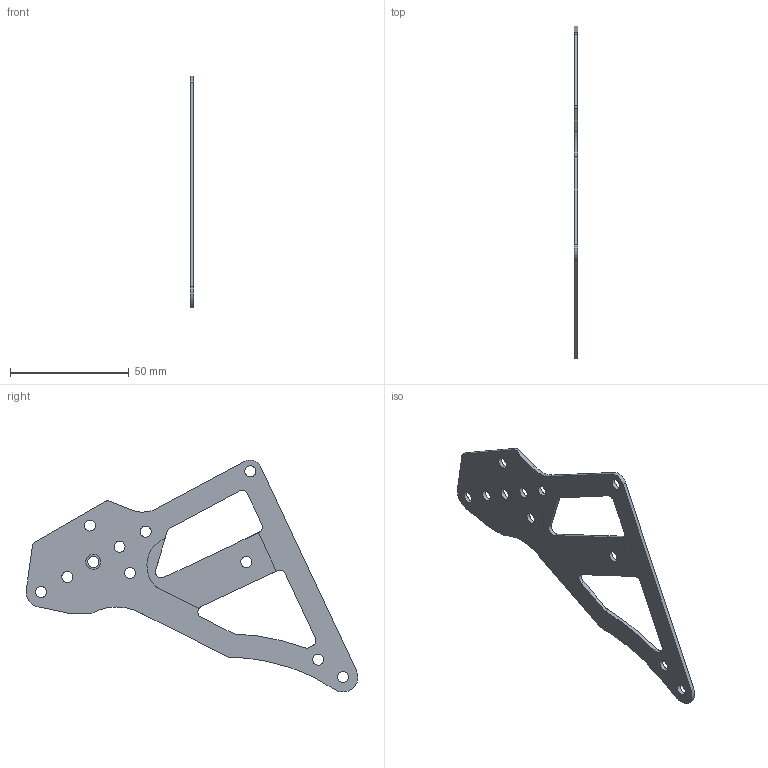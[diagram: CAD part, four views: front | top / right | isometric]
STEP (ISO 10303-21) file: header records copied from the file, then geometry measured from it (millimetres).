
FILE_DESCRIPTION(/* description */ (''),/* implementation_level */ '2;1');
FILE_NAME(/* name */ 'Flywheel Brace (Non-motor).step',/* time_stamp */ '2024-06-27T21:31:26-05:00',/* author */ (''),/* organization */ (''),/* preprocessor_version */ 'ST-DEVELOPER v20',/* originating_system */ 'Autodesk Translation Framework v13.14.0.145',/* authorisation */ '');
FILE_SCHEMA (('AP203_CONFIGURATION_CONTROLLED_3D_DESIGN_OF_MECHANICAL_PARTS_AND_ASSEMBLIES_MIM_LF { 1 0 10303 203 3 1 4 }','AUTOMOTIVE_DESIGN { 1 0 10303 214 3 1 1 }','FEATURE_BASED_PROCESS_PLANNING','PROCESS_PLANNING_SCHEMA'));
Length unit declared in the file: inch
Products named in the file (1): Flywheel Brace Derlin
Bounding box: 1.6 x 139.65 x 97.62 mm (x, y, z)
Volume: 8046.2 mm3; surface area: 11387.1 mm2
Topology: 1 solids, 1 shells, 57 faces, 165 edges, 110 vertices
Faces by surface type: cylinder 30, plane 23, bspline 4
Full cylindrical faces by diameter (mm): 4.623 x4, 4.648 x7, 6.35 x1
Entity records: 2071 total; most frequent: CARTESIAN_POINT 449, ORIENTED_EDGE 330, DIRECTION 322, EDGE_CURVE 165, AXIS2_PLACEMENT_3D 115, VERTEX_POINT 110, LINE 92, VECTOR 92
